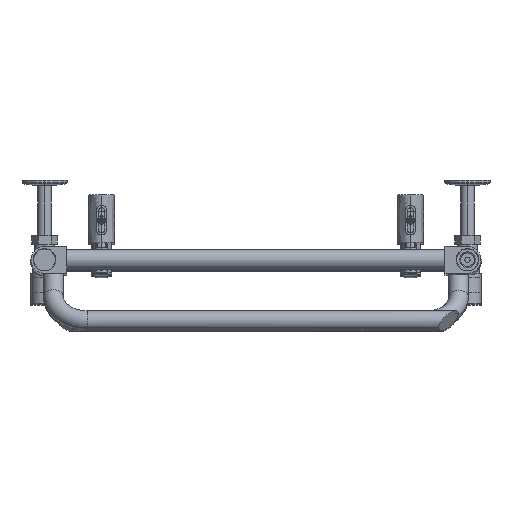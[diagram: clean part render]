
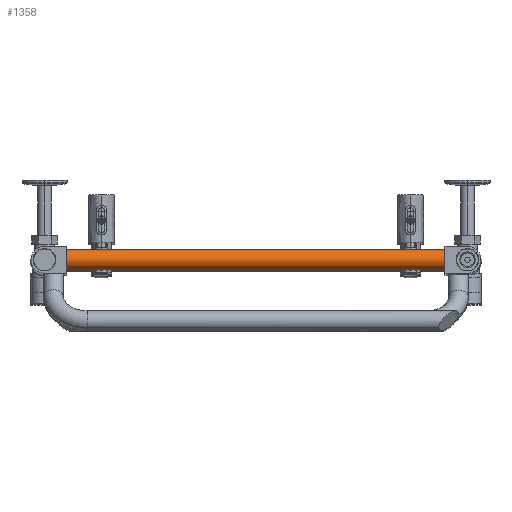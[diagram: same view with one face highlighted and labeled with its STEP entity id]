
A CAD part, top view. The second image highlights one B-rep face of the part: STEP entity #1358.
In plain terms, the highlighted cylindrical face has radius 11 mm (diameter 22 mm), a partial arc.
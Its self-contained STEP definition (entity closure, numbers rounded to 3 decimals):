
#1335 = EDGE_LOOP ( 'NONE', ( #1390, #1355, #1361, #1364 ) ) ;
#1355 = ORIENTED_EDGE ( 'NONE', *, *, #1368, .F. ) ;
#1358 = ADVANCED_FACE ( 'NONE', ( #11094 ), #11085, .T. ) ;
#1361 = ORIENTED_EDGE ( 'NONE', *, *, #1381, .T. ) ;
#1364 = ORIENTED_EDGE ( 'NONE', *, *, #1428, .T. ) ;
#1368 = EDGE_CURVE ( 'NONE', #1373, #1372, #11082, .T. ) ;
#1372 = VERTEX_POINT ( 'NONE', #11116 ) ;
#1373 = VERTEX_POINT ( 'NONE', #11119 ) ;
#1375 = VERTEX_POINT ( 'NONE', #11115 ) ;
#1376 = EDGE_CURVE ( 'NONE', #1372, #1378, #11118, .T. ) ;
#1378 = VERTEX_POINT ( 'NONE', #11109 ) ;
#1381 = EDGE_CURVE ( 'NONE', #1373, #1375, #11103, .T. ) ;
#1390 = ORIENTED_EDGE ( 'NONE', *, *, #1376, .F. ) ;
#1428 = EDGE_CURVE ( 'NONE', #1375, #1378, #11242, .T. ) ;
#11078 = AXIS2_PLACEMENT_3D ( 'NONE', #11124, #11123, #11122 ) ;
#11082 = CIRCLE ( 'NONE', #11078, 11. ) ;
#11084 = AXIS2_PLACEMENT_3D ( 'NONE', #11089, #11093, #11092 ) ;
#11085 = CYLINDRICAL_SURFACE ( 'NONE', #11084, 11. ) ;
#11089 = CARTESIAN_POINT ( 'NONE',  ( 0., 0., 420. ) ) ;
#11092 = DIRECTION ( 'NONE',  ( -1., 0., 0. ) ) ;
#11093 = DIRECTION ( 'NONE',  ( 0., 0., -1. ) ) ;
#11094 = FACE_OUTER_BOUND ( 'NONE', #1335, .T. ) ;
#11100 = DIRECTION ( 'NONE',  ( 0., 0., -1. ) ) ;
#11101 = VECTOR ( 'NONE', #11100, 1000. ) ;
#11102 = CARTESIAN_POINT ( 'NONE',  ( -11., 0., 420. ) ) ;
#11103 = LINE ( 'NONE', #11102, #11101 ) ;
#11106 = DIRECTION ( 'NONE',  ( 0., 0., -1. ) ) ;
#11107 = VECTOR ( 'NONE', #11106, 1000. ) ;
#11108 = CARTESIAN_POINT ( 'NONE',  ( 11., 0., 420. ) ) ;
#11109 = CARTESIAN_POINT ( 'NONE',  ( 11., 0., 0. ) ) ;
#11115 = CARTESIAN_POINT ( 'NONE',  ( -11., 0., 0. ) ) ;
#11116 = CARTESIAN_POINT ( 'NONE',  ( 11., 0., 420. ) ) ;
#11118 = LINE ( 'NONE', #11108, #11107 ) ;
#11119 = CARTESIAN_POINT ( 'NONE',  ( -11., 0., 420. ) ) ;
#11122 = DIRECTION ( 'NONE',  ( 1., 0., 0. ) ) ;
#11123 = DIRECTION ( 'NONE',  ( 0., 0., 1. ) ) ;
#11124 = CARTESIAN_POINT ( 'NONE',  ( 0., 0., 420. ) ) ;
#11186 = CARTESIAN_POINT ( 'NONE',  ( 0., 0., 0. ) ) ;
#11234 = DIRECTION ( 'NONE',  ( 1., 0., 0. ) ) ;
#11235 = AXIS2_PLACEMENT_3D ( 'NONE', #11186, #11243, #11234 ) ;
#11242 = CIRCLE ( 'NONE', #11235, 11. ) ;
#11243 = DIRECTION ( 'NONE',  ( 0., 0., 1. ) ) ;
